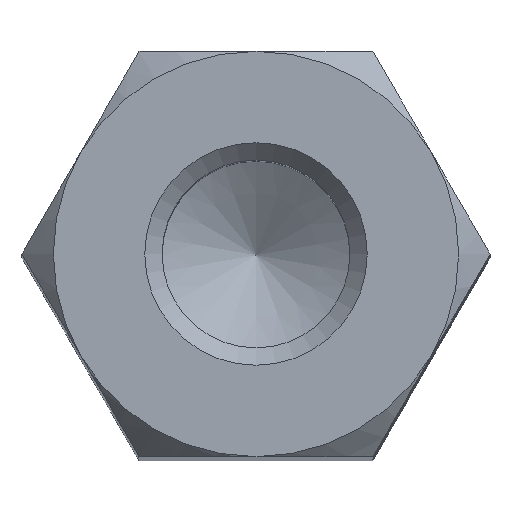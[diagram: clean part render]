
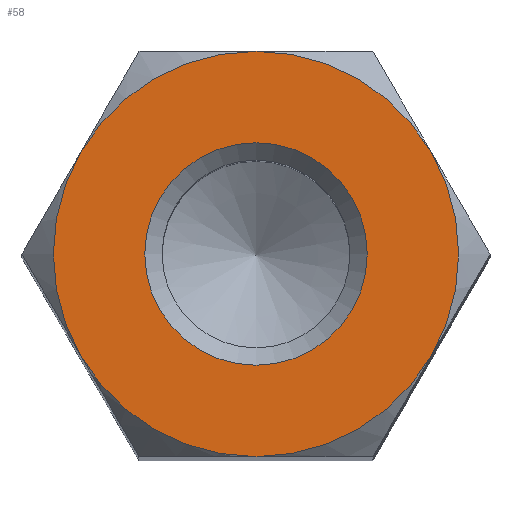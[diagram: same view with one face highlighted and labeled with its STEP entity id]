
A CAD part, top view. The second image highlights one B-rep face of the part: STEP entity #58.
In plain terms, the highlighted planar face has unit normal (0, 0, 1).
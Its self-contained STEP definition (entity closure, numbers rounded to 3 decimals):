
#58 = ADVANCED_FACE( '', ( #135, #136 ), #137, .T. );
#135 = FACE_BOUND( '', #236, .T. );
#136 = FACE_OUTER_BOUND( '', #237, .T. );
#137 = PLANE( '', #238 );
#236 = EDGE_LOOP( '', ( #346 ) );
#237 = EDGE_LOOP( '', ( #347, #348, #349, #350, #351, #352 ) );
#238 = AXIS2_PLACEMENT_3D( '', #353, #354, #355 );
#346 = ORIENTED_EDGE( '', *, *, #549, .T. );
#347 = ORIENTED_EDGE( '', *, *, #550, .F. );
#348 = ORIENTED_EDGE( '', *, *, #551, .F. );
#349 = ORIENTED_EDGE( '', *, *, #552, .F. );
#350 = ORIENTED_EDGE( '', *, *, #553, .T. );
#351 = ORIENTED_EDGE( '', *, *, #554, .F. );
#352 = ORIENTED_EDGE( '', *, *, #555, .F. );
#353 = CARTESIAN_POINT( '', ( 0., 0., 20. ) );
#354 = DIRECTION( '', ( 0., 0., 1. ) );
#355 = DIRECTION( '', ( 1., 0., 0. ) );
#549 = EDGE_CURVE( '', #638, #638, #639, .T. );
#550 = EDGE_CURVE( '', #640, #641, #642, .F. );
#551 = EDGE_CURVE( '', #643, #640, #644, .F. );
#552 = EDGE_CURVE( '', #645, #643, #646, .F. );
#553 = EDGE_CURVE( '', #645, #647, #648, .T. );
#554 = EDGE_CURVE( '', #649, #647, #650, .F. );
#555 = EDGE_CURVE( '', #641, #649, #651, .F. );
#638 = VERTEX_POINT( '', #774 );
#639 = CIRCLE( '', #775, 1.921 );
#640 = VERTEX_POINT( '', #776 );
#641 = VERTEX_POINT( '', #777 );
#642 = CIRCLE( '', #778, 3.5 );
#643 = VERTEX_POINT( '', #779 );
#644 = CIRCLE( '', #780, 3.5 );
#645 = VERTEX_POINT( '', #781 );
#646 = CIRCLE( '', #782, 3.5 );
#647 = VERTEX_POINT( '', #783 );
#648 = CIRCLE( '', #784, 3.5 );
#649 = VERTEX_POINT( '', #785 );
#650 = CIRCLE( '', #786, 3.5 );
#651 = CIRCLE( '', #787, 3.5 );
#774 = CARTESIAN_POINT( '', ( 0., 1.921, 20. ) );
#775 = AXIS2_PLACEMENT_3D( '', #1013, #1014, #1015 );
#776 = CARTESIAN_POINT( '', ( 3.031, -1.75, 20. ) );
#777 = CARTESIAN_POINT( '', ( 0., -3.5, 20. ) );
#778 = AXIS2_PLACEMENT_3D( '', #1016, #1017, #1018 );
#779 = CARTESIAN_POINT( '', ( 3.031, 1.75, 20. ) );
#780 = AXIS2_PLACEMENT_3D( '', #1019, #1020, #1021 );
#781 = CARTESIAN_POINT( '', ( 0., 3.5, 20. ) );
#782 = AXIS2_PLACEMENT_3D( '', #1022, #1023, #1024 );
#783 = CARTESIAN_POINT( '', ( -3.031, 1.75, 20. ) );
#784 = AXIS2_PLACEMENT_3D( '', #1025, #1026, #1027 );
#785 = CARTESIAN_POINT( '', ( -3.031, -1.75, 20. ) );
#786 = AXIS2_PLACEMENT_3D( '', #1028, #1029, #1030 );
#787 = AXIS2_PLACEMENT_3D( '', #1031, #1032, #1033 );
#1013 = CARTESIAN_POINT( '', ( 0., 0., 20. ) );
#1014 = DIRECTION( '', ( 0., 0., -1. ) );
#1015 = DIRECTION( '', ( 0., 1., 0. ) );
#1016 = CARTESIAN_POINT( '', ( 0., 0., 20. ) );
#1017 = DIRECTION( '', ( 0., 0., 1. ) );
#1018 = DIRECTION( '', ( 1., 0., 0. ) );
#1019 = CARTESIAN_POINT( '', ( 0., 0., 20. ) );
#1020 = DIRECTION( '', ( 0., 0., 1. ) );
#1021 = DIRECTION( '', ( 1., 0., 0. ) );
#1022 = CARTESIAN_POINT( '', ( 0., 0., 20. ) );
#1023 = DIRECTION( '', ( 0., 0., 1. ) );
#1024 = DIRECTION( '', ( 1., 0., 0. ) );
#1025 = CARTESIAN_POINT( '', ( 0., 0., 20. ) );
#1026 = DIRECTION( '', ( 0., 0., 1. ) );
#1027 = DIRECTION( '', ( 1., 0., 0. ) );
#1028 = CARTESIAN_POINT( '', ( 0., 0., 20. ) );
#1029 = DIRECTION( '', ( 0., 0., 1. ) );
#1030 = DIRECTION( '', ( 1., 0., 0. ) );
#1031 = CARTESIAN_POINT( '', ( 0., 0., 20. ) );
#1032 = DIRECTION( '', ( 0., 0., 1. ) );
#1033 = DIRECTION( '', ( 1., 0., 0. ) );
